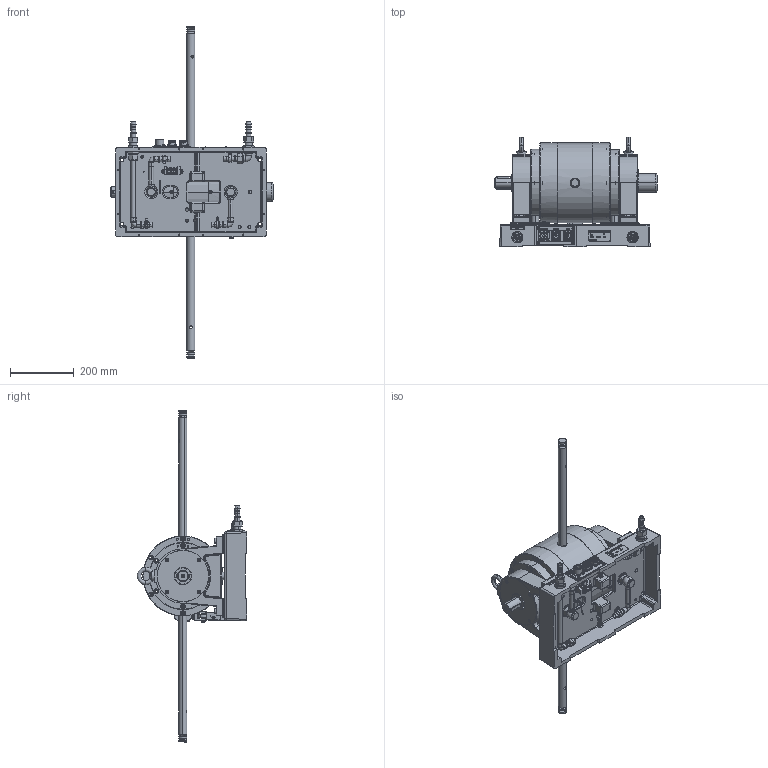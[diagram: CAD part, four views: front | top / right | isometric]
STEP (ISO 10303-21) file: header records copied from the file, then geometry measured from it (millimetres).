
FILE_DESCRIPTION (( 'STEP AP203' ), '1' );
FILE_NAME ('323-201-000-051_EF.STEP', '2011-09-28T10:15:32', ( 'All Users' ), ( 'Magtrol SA' ), 'SwSTEP 2.0', 'SolidWorks 2010', '' );
FILE_SCHEMA (( 'CONFIG_CONTROL_DESIGN' ));
Length unit declared in the file: millimetre
Products named in the file (1): 323-201-000-051_EF
Bounding box: 506.5 x 343.5 x 1038 mm (x, y, z)
Surface area: 1298835.6 mm2 (no closed solid volume)
Topology: 0 solids, 315 shells, 2211 faces, 9451 edges, 7376 vertices
Faces by surface type: plane 934, cylinder 810, torus 190, cone 183, sphere 62, bspline 32
Entity records: 108495 total; most frequent: CARTESIAN_POINT 34212, DIRECTION 14951, ORIENTED_EDGE 13178, EDGE_CURVE 9353, VERTEX_POINT 7350, AXIS2_PLACEMENT_3D 5178, LINE 4595, VECTOR 4595
